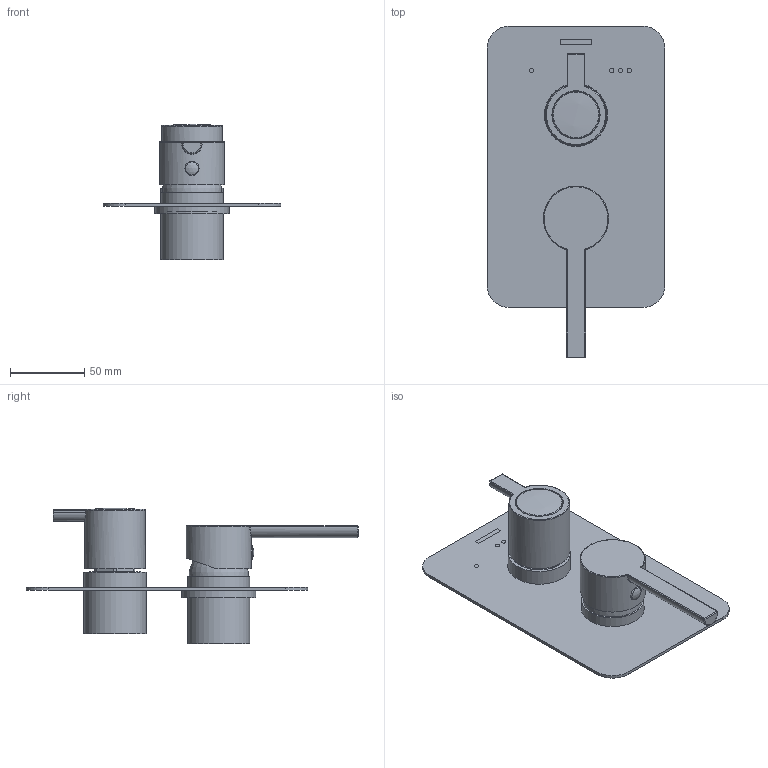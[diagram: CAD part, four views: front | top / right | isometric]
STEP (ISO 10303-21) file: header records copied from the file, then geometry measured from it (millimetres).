
FILE_DESCRIPTION (( 'STEP AP203' ), '1' );
FILE_NAME ('33CP00665.STEP', '2021-01-27T10:00:37', ( '' ), ( '' ), 'SwSTEP 2.0', 'SolidWorks 2018', '' );
FILE_SCHEMA (( 'CONFIG_CONTROL_DESIGN' ));
Length unit declared in the file: millimetre
Products named in the file (1): 33CP00665
Bounding box: 120 x 224 x 91.15 mm (x, y, z)
Volume: 111763.6 mm3; surface area: 109533.3 mm2
Topology: 10 solids, 10 shells, 392 faces, 933 edges, 578 vertices
Faces by surface type: plane 188, cylinder 97, cone 44, bspline 31, torus 21, sphere 11
Full cylindrical faces by diameter (mm): 4.2 x1, 4.5 x1, 6.8 x1, 8 x1, 9.5 x1, 12.45 x1, 12.5 x1, 24 x2, 25.6 x1, 28 x2, 28.6 x1, 31 x2, 31.6 x1, 32 x2, 35.8 x2, 36.5 x1, 36.9 x2, 37 x1, 39 x4, 41 x1, 42 x2, 42.5 x2, 43.2 x1, 44 x1, 48.5 x1, 50 x1
Entity records: 13848 total; most frequent: CARTESIAN_POINT 5494, ORIENTED_EDGE 1650, DIRECTION 1640, EDGE_CURVE 825, AXIS2_PLACEMENT_3D 628, VERTEX_POINT 557, EDGE_LOOP 514, FACE_OUTER_BOUND 438
